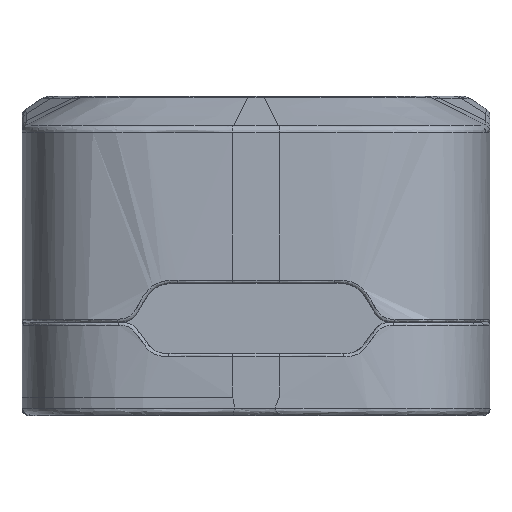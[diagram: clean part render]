
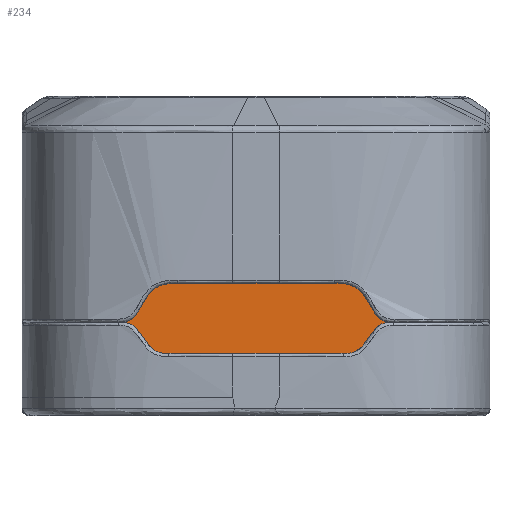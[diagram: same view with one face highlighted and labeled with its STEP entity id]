
A CAD part, left-side view. The second image highlights one B-rep face of the part: STEP entity #234.
In plain terms, the highlighted planar face has unit normal (-1, 0, 0).
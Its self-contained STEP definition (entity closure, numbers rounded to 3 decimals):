
#234=ADVANCED_FACE('',(#654),#6601,.T.);
#654=FACE_OUTER_BOUND('',#1078,.T.);
#1078=EDGE_LOOP('',(#2298,#2299,#2300,#2301));
#2298=ORIENTED_EDGE('',*,*,#3972,.T.);
#2299=ORIENTED_EDGE('',*,*,#3531,.T.);
#2300=ORIENTED_EDGE('',*,*,#3971,.T.);
#2301=ORIENTED_EDGE('',*,*,#3528,.F.);
#3528=EDGE_CURVE('',#5682,#5683,#4824,.T.);
#3531=EDGE_CURVE('',#5684,#5685,#4827,.T.);
#3971=EDGE_CURVE('',#5685,#5683,#5162,.T.);
#3972=EDGE_CURVE('',#5682,#5684,#5163,.T.);
#4824=B_SPLINE_CURVE_WITH_KNOTS('',1,(#13040,#13041),.UNSPECIFIED.,.F.,
 .F.,(2,2),(-12.717,0.),.UNSPECIFIED.);
#4827=B_SPLINE_CURVE_WITH_KNOTS('',1,(#13054,#13055),.UNSPECIFIED.,.F.,
 .F.,(2,2),(-21.01,-1.91),.UNSPECIFIED.);
#5162=B_SPLINE_CURVE_WITH_KNOTS('',1,(#15028,#15029),.UNSPECIFIED.,.F.,
 .F.,(2,2),(2.517,23.992),.UNSPECIFIED.);
#5163=B_SPLINE_CURVE_WITH_KNOTS('',1,(#15030,#15031,#15032,#15033),
 .UNSPECIFIED.,.F.,.F.,(2,1,1,2),(-24.626,-15.638,-12.138,
-3.151),.UNSPECIFIED.);
#5682=VERTEX_POINT('',#12612);
#5683=VERTEX_POINT('',#12613);
#5684=VERTEX_POINT('',#12614);
#5685=VERTEX_POINT('',#12615);
#6601=PLANE('',#6765);
#6765=AXIS2_PLACEMENT_3D('',#12493,#6912,$);
#6912=DIRECTION('',(-1.,0.,0.));
#12493=CARTESIAN_POINT('',(41.35,252.496,-6.425));
#12612=CARTESIAN_POINT('',(41.35,252.496,-6.425));
#12613=CARTESIAN_POINT('',(41.35,252.494,12.674));
#12614=CARTESIAN_POINT('',(41.35,231.021,-6.425));
#12615=CARTESIAN_POINT('',(41.35,231.021,12.674));
#13040=CARTESIAN_POINT('',(41.35,252.496,-6.425));
#13041=CARTESIAN_POINT('',(41.35,252.494,12.674));
#13054=CARTESIAN_POINT('',(41.35,231.021,-6.425));
#13055=CARTESIAN_POINT('',(41.35,231.021,12.674));
#15028=CARTESIAN_POINT('',(41.35,231.021,12.674));
#15029=CARTESIAN_POINT('',(41.35,252.494,12.674));
#15030=CARTESIAN_POINT('',(41.35,252.496,-6.425));
#15031=CARTESIAN_POINT('',(41.35,243.508,-6.425));
#15032=CARTESIAN_POINT('',(41.35,240.008,-6.425));
#15033=CARTESIAN_POINT('',(41.35,231.021,-6.425));
